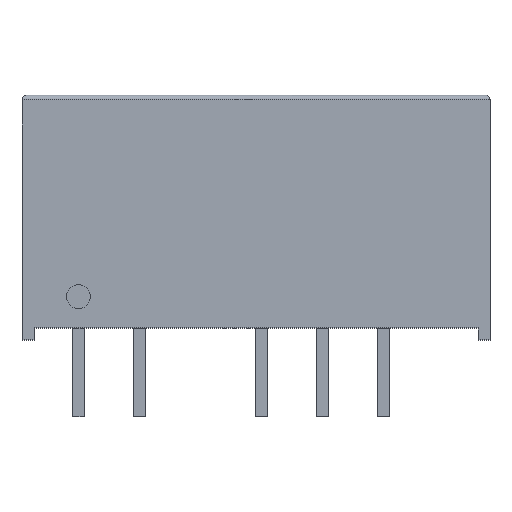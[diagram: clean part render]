
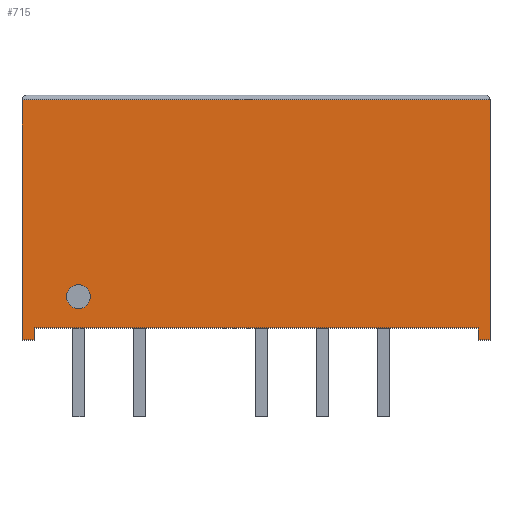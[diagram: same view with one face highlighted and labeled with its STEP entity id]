
A CAD part, top view. The second image highlights one B-rep face of the part: STEP entity #715.
In plain terms, the highlighted planar face has unit normal (0, 0, 1).
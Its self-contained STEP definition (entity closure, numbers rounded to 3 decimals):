
#40=FACE_BOUND('',#135,.T.);
#46=CIRCLE('',#773,0.5);
#52=PLANE('',#776);
#93=FACE_OUTER_BOUND('',#134,.T.);
#134=EDGE_LOOP('',(#548,#549,#550,#551,#552,#553,#554,#555));
#135=EDGE_LOOP('',(#556));
#183=LINE('',#1017,#272);
#186=LINE('',#1023,#275);
#194=LINE('',#1046,#283);
#195=LINE('',#1048,#284);
#196=LINE('',#1050,#285);
#197=LINE('',#1052,#286);
#198=LINE('',#1054,#287);
#199=LINE('',#1055,#288);
#272=VECTOR('',#833,10.);
#275=VECTOR('',#838,10.);
#283=VECTOR('',#860,10.);
#284=VECTOR('',#861,10.);
#285=VECTOR('',#862,10.);
#286=VECTOR('',#863,10.);
#287=VECTOR('',#864,10.);
#288=VECTOR('',#865,10.);
#359=VERTEX_POINT('',#1006);
#360=VERTEX_POINT('',#1010);
#363=VERTEX_POINT('',#1021);
#369=VERTEX_POINT('',#1038);
#371=VERTEX_POINT('',#1045);
#372=VERTEX_POINT('',#1047);
#373=VERTEX_POINT('',#1049);
#374=VERTEX_POINT('',#1051);
#375=VERTEX_POINT('',#1053);
#427=EDGE_CURVE('',#360,#359,#183,.T.);
#430=EDGE_CURVE('',#363,#360,#186,.T.);
#437=EDGE_CURVE('',#369,#369,#46,.T.);
#440=EDGE_CURVE('',#371,#363,#194,.T.);
#441=EDGE_CURVE('',#372,#371,#195,.T.);
#442=EDGE_CURVE('',#373,#372,#196,.T.);
#443=EDGE_CURVE('',#374,#373,#197,.T.);
#444=EDGE_CURVE('',#375,#374,#198,.T.);
#445=EDGE_CURVE('',#359,#375,#199,.T.);
#548=ORIENTED_EDGE('',*,*,#427,.F.);
#549=ORIENTED_EDGE('',*,*,#430,.F.);
#550=ORIENTED_EDGE('',*,*,#440,.F.);
#551=ORIENTED_EDGE('',*,*,#441,.F.);
#552=ORIENTED_EDGE('',*,*,#442,.F.);
#553=ORIENTED_EDGE('',*,*,#443,.F.);
#554=ORIENTED_EDGE('',*,*,#444,.F.);
#555=ORIENTED_EDGE('',*,*,#445,.F.);
#556=ORIENTED_EDGE('',*,*,#437,.F.);
#715=ADVANCED_FACE('',(#93,#40),#52,.T.);
#773=AXIS2_PLACEMENT_3D('',#1039,#851,#852);
#776=AXIS2_PLACEMENT_3D('',#1044,#858,#859);
#833=DIRECTION('',(1.,0.,0.));
#838=DIRECTION('',(0.,1.,0.));
#851=DIRECTION('center_axis',(0.,0.,1.));
#852=DIRECTION('ref_axis',(1.,0.,0.));
#858=DIRECTION('center_axis',(0.,0.,1.));
#859=DIRECTION('ref_axis',(1.,0.,0.));
#860=DIRECTION('',(-1.,0.,0.));
#861=DIRECTION('',(0.,-1.,0.));
#862=DIRECTION('',(-1.,0.,0.));
#863=DIRECTION('',(0.,1.,0.));
#864=DIRECTION('',(-1.,0.,0.));
#865=DIRECTION('',(0.,-1.,0.));
#1006=CARTESIAN_POINT('',(9.75,9.5,2.7));
#1010=CARTESIAN_POINT('',(-9.75,9.5,2.7));
#1017=CARTESIAN_POINT('',(4.875,9.5,2.7));
#1021=CARTESIAN_POINT('',(-9.75,-0.5,2.7));
#1023=CARTESIAN_POINT('',(-9.75,-0.25,2.7));
#1038=CARTESIAN_POINT('',(-7.9,1.3,2.7));
#1039=CARTESIAN_POINT('Origin',(-7.4,1.3,2.7));
#1044=CARTESIAN_POINT('Origin',(0.,0.,2.7));
#1045=CARTESIAN_POINT('',(-9.25,-0.5,2.7));
#1046=CARTESIAN_POINT('',(-4.625,-0.5,2.7));
#1047=CARTESIAN_POINT('',(-9.25,0.,2.7));
#1048=CARTESIAN_POINT('',(-9.25,0.,2.7));
#1049=CARTESIAN_POINT('',(9.25,0.,2.7));
#1050=CARTESIAN_POINT('',(-4.625,0.,2.7));
#1051=CARTESIAN_POINT('',(9.25,-0.5,2.7));
#1052=CARTESIAN_POINT('',(9.25,0.,2.7));
#1053=CARTESIAN_POINT('',(9.75,-0.5,2.7));
#1054=CARTESIAN_POINT('',(4.625,-0.5,2.7));
#1055=CARTESIAN_POINT('',(9.75,-0.25,2.7));
